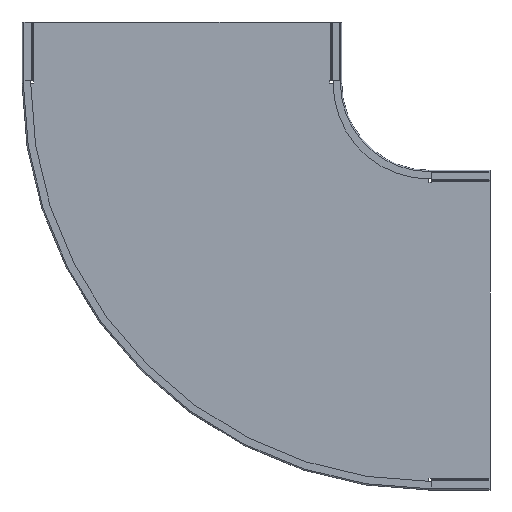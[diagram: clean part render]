
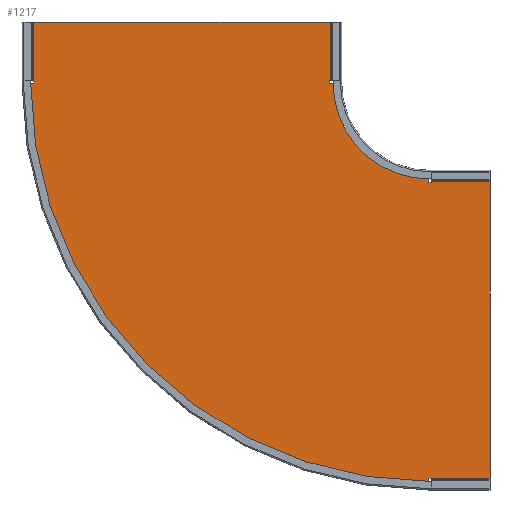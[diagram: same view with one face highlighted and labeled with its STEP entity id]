
A CAD part, front view. The second image highlights one B-rep face of the part: STEP entity #1217.
In plain terms, the highlighted planar face has unit normal (0, -1, 0).
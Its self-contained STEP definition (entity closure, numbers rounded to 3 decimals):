
#101=DIRECTION('',(-1.,0.,0.));
#102=VECTOR('',#101,100.);
#103=CARTESIAN_POINT('',(530.,-1.5,-274.58));
#104=LINE('',#103,#102);
#109=DIRECTION('',(-1.,0.,0.));
#110=VECTOR('',#109,510.84);
#111=CARTESIAN_POINT('',(255.42,-1.5,0.));
#112=LINE('',#111,#110);
#113=DIRECTION('',(1.,0.,0.));
#114=VECTOR('',#113,0.92);
#115=CARTESIAN_POINT('',(254.5,-1.5,-100.));
#116=LINE('',#115,#114);
#117=DIRECTION('',(0.,0.,1.));
#118=VECTOR('',#117,5.);
#119=CARTESIAN_POINT('',(254.5,-1.5,-105.));
#120=LINE('',#119,#118);
#121=DIRECTION('',(-1.,0.,0.));
#122=VECTOR('',#121,18.);
#123=CARTESIAN_POINT('',(272.5,-1.5,-105.));
#124=LINE('',#123,#122);
#125=CARTESIAN_POINT('',(425.,-1.5,-105.));
#126=DIRECTION('',(0.,1.,0.));
#127=DIRECTION('',(0.,0.,-1.));
#128=AXIS2_PLACEMENT_3D('',#125,#126,#127);
#130=CARTESIAN_POINT('',(425.,-1.5,-105.));
#131=DIRECTION('',(0.,-1.,0.));
#132=DIRECTION('',(-1.,0.,0.));
#133=AXIS2_PLACEMENT_3D('',#130,#131,#132);
#135=DIRECTION('',(-1.,0.,0.));
#136=VECTOR('',#135,18.);
#137=CARTESIAN_POINT('',(-254.5,-1.5,-105.));
#138=LINE('',#137,#136);
#139=DIRECTION('',(0.,0.,-1.));
#140=VECTOR('',#139,5.);
#141=CARTESIAN_POINT('',(-254.5,-1.5,-100.));
#142=LINE('',#141,#140);
#143=DIRECTION('',(1.,0.,0.));
#144=VECTOR('',#143,0.92);
#145=CARTESIAN_POINT('',(-255.42,-1.5,-100.));
#146=LINE('',#145,#144);
#151=DIRECTION('',(0.,0.,-1.));
#152=VECTOR('',#151,100.);
#153=CARTESIAN_POINT('',(-255.42,-1.5,0.));
#154=LINE('',#153,#152);
#343=DIRECTION('',(0.,0.,-1.));
#344=VECTOR('',#343,18.);
#345=CARTESIAN_POINT('',(425.,-1.5,-784.5));
#346=LINE('',#345,#344);
#351=DIRECTION('',(-1.,0.,0.));
#352=VECTOR('',#351,5.);
#353=CARTESIAN_POINT('',(430.,-1.5,-784.5));
#354=LINE('',#353,#352);
#359=DIRECTION('',(0.,0.,1.));
#360=VECTOR('',#359,0.92);
#361=CARTESIAN_POINT('',(430.,-1.5,-785.42));
#362=LINE('',#361,#360);
#469=DIRECTION('',(1.,0.,0.));
#470=VECTOR('',#469,100.);
#471=CARTESIAN_POINT('',(430.,-1.5,-785.42));
#472=LINE('',#471,#470);
#515=DIRECTION('',(0.,0.,-1.));
#516=VECTOR('',#515,510.84);
#517=CARTESIAN_POINT('',(530.,-1.5,-274.58));
#518=LINE('',#517,#516);
#559=DIRECTION('',(0.,0.,1.));
#560=VECTOR('',#559,0.92);
#561=CARTESIAN_POINT('',(430.,-1.5,-275.5));
#562=LINE('',#561,#560);
#567=DIRECTION('',(1.,0.,0.));
#568=VECTOR('',#567,5.);
#569=CARTESIAN_POINT('',(425.,-1.5,-275.5));
#570=LINE('',#569,#568);
#575=DIRECTION('',(0.,0.,-1.));
#576=VECTOR('',#575,18.);
#577=CARTESIAN_POINT('',(425.,-1.5,-257.5));
#578=LINE('',#577,#576);
#629=DIRECTION('',(0.,0.,1.));
#630=VECTOR('',#629,100.);
#631=CARTESIAN_POINT('',(255.42,-1.5,-100.));
#632=LINE('',#631,#630);
#797=CARTESIAN_POINT('',(430.,-1.5,-274.58));
#799=VERTEX_POINT('',#797);
#810=CARTESIAN_POINT('',(430.,-1.5,-784.5));
#812=VERTEX_POINT('',#810);
#813=CARTESIAN_POINT('',(430.,-1.5,-785.42));
#814=VERTEX_POINT('',#813);
#835=CARTESIAN_POINT('',(-255.42,-1.5,-100.));
#836=CARTESIAN_POINT('',(-254.5,-1.5,-100.));
#837=VERTEX_POINT('',#835);
#838=VERTEX_POINT('',#836);
#851=CARTESIAN_POINT('',(425.,-1.5,-257.5));
#853=VERTEX_POINT('',#851);
#866=CARTESIAN_POINT('',(254.5,-1.5,-105.));
#868=VERTEX_POINT('',#866);
#891=CARTESIAN_POINT('',(430.,-1.5,-275.5));
#892=VERTEX_POINT('',#891);
#911=CARTESIAN_POINT('',(530.,-1.5,-785.42));
#912=VERTEX_POINT('',#911);
#915=CARTESIAN_POINT('',(-254.5,-1.5,-105.));
#916=VERTEX_POINT('',#915);
#931=CARTESIAN_POINT('',(530.,-1.5,-274.58));
#932=VERTEX_POINT('',#931);
#941=CARTESIAN_POINT('',(255.42,-1.5,0.));
#942=VERTEX_POINT('',#941);
#945=CARTESIAN_POINT('',(425.,-1.5,-275.5));
#946=VERTEX_POINT('',#945);
#953=CARTESIAN_POINT('',(255.42,-1.5,-100.));
#954=VERTEX_POINT('',#953);
#955=CARTESIAN_POINT('',(425.,-1.5,-784.5));
#956=CARTESIAN_POINT('',(425.,-1.5,-802.5));
#957=VERTEX_POINT('',#955);
#958=VERTEX_POINT('',#956);
#961=CARTESIAN_POINT('',(-272.5,-1.5,-105.));
#962=VERTEX_POINT('',#961);
#973=CARTESIAN_POINT('',(254.5,-1.5,-100.));
#974=VERTEX_POINT('',#973);
#989=CARTESIAN_POINT('',(-255.42,-1.5,0.));
#990=VERTEX_POINT('',#989);
#995=CARTESIAN_POINT('',(272.5,-1.5,-105.));
#996=VERTEX_POINT('',#995);
#1171=CARTESIAN_POINT('',(425.,-1.5,-105.));
#1172=DIRECTION('',(0.,-1.,0.));
#1173=DIRECTION('',(0.,0.,-1.));
#1174=AXIS2_PLACEMENT_3D('',#1171,#1172,#1173);
#1175=PLANE('',#1174);
#1177=ORIENTED_EDGE('',*,*,#1176,.F.);
#1179=ORIENTED_EDGE('',*,*,#1178,.F.);
#1181=ORIENTED_EDGE('',*,*,#1180,.F.);
#1183=ORIENTED_EDGE('',*,*,#1182,.F.);
#1185=ORIENTED_EDGE('',*,*,#1184,.F.);
#1187=ORIENTED_EDGE('',*,*,#1186,.F.);
#1189=ORIENTED_EDGE('',*,*,#1188,.F.);
#1191=ORIENTED_EDGE('',*,*,#1190,.T.);
#1193=ORIENTED_EDGE('',*,*,#1192,.T.);
#1195=ORIENTED_EDGE('',*,*,#1194,.T.);
#1196=ORIENTED_EDGE('',*,*,#1161,.F.);
#1198=ORIENTED_EDGE('',*,*,#1197,.T.);
#1200=ORIENTED_EDGE('',*,*,#1199,.F.);
#1202=ORIENTED_EDGE('',*,*,#1201,.T.);
#1204=ORIENTED_EDGE('',*,*,#1203,.T.);
#1206=ORIENTED_EDGE('',*,*,#1205,.T.);
#1208=ORIENTED_EDGE('',*,*,#1207,.F.);
#1210=ORIENTED_EDGE('',*,*,#1209,.F.);
#1212=ORIENTED_EDGE('',*,*,#1211,.F.);
#1214=ORIENTED_EDGE('',*,*,#1213,.F.);
#1215=EDGE_LOOP('',(#1177,#1179,#1181,#1183,#1185,#1187,#1189,#1191,#1193,#1195,
#1196,#1198,#1200,#1202,#1204,#1206,#1208,#1210,#1212,#1214));
#1216=FACE_OUTER_BOUND('',#1215,.F.);
#1217=ADVANCED_FACE('',(#1216),#1175,.T.);
#129=CIRCLE('',#128,152.5);
#134=CIRCLE('',#133,697.5);
#1161=EDGE_CURVE('',#932,#799,#104,.T.);
#1176=EDGE_CURVE('',#990,#837,#154,.T.);
#1178=EDGE_CURVE('',#942,#990,#112,.T.);
#1180=EDGE_CURVE('',#954,#942,#632,.T.);
#1182=EDGE_CURVE('',#974,#954,#116,.T.);
#1184=EDGE_CURVE('',#868,#974,#120,.T.);
#1186=EDGE_CURVE('',#996,#868,#124,.T.);
#1188=EDGE_CURVE('',#853,#996,#129,.T.);
#1190=EDGE_CURVE('',#853,#946,#578,.T.);
#1192=EDGE_CURVE('',#946,#892,#570,.T.);
#1194=EDGE_CURVE('',#892,#799,#562,.T.);
#1197=EDGE_CURVE('',#932,#912,#518,.T.);
#1199=EDGE_CURVE('',#814,#912,#472,.T.);
#1201=EDGE_CURVE('',#814,#812,#362,.T.);
#1203=EDGE_CURVE('',#812,#957,#354,.T.);
#1205=EDGE_CURVE('',#957,#958,#346,.T.);
#1207=EDGE_CURVE('',#962,#958,#134,.T.);
#1209=EDGE_CURVE('',#916,#962,#138,.T.);
#1211=EDGE_CURVE('',#838,#916,#142,.T.);
#1213=EDGE_CURVE('',#837,#838,#146,.T.);
